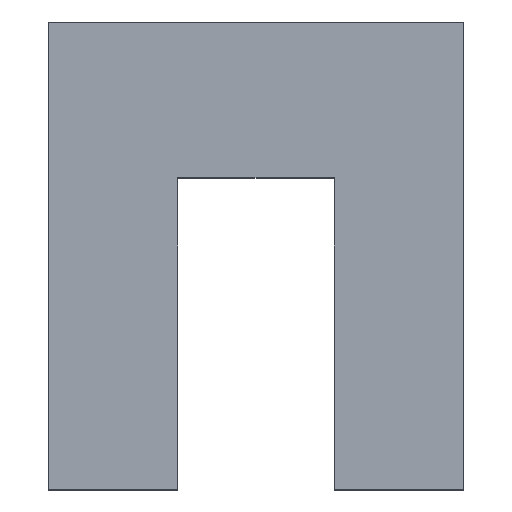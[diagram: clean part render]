
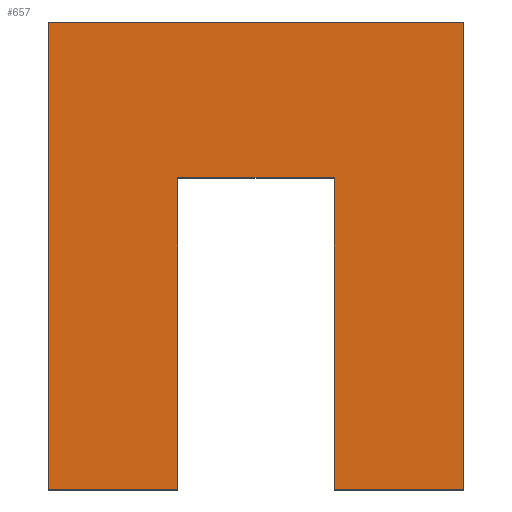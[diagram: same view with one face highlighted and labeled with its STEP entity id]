
A CAD part, top view. The second image highlights one B-rep face of the part: STEP entity #657.
In plain terms, the highlighted planar face has unit normal (0, 0, 1).
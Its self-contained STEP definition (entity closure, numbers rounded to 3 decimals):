
#35 = VERTEX_POINT('',#36);
#36 = CARTESIAN_POINT('',(-4.,0.,5.));
#43 = PLANE('',#44);
#44 = AXIS2_PLACEMENT_3D('',#45,#46,#47);
#45 = CARTESIAN_POINT('',(-4.,0.,0.));
#46 = DIRECTION('',(0.,1.,0.));
#47 = DIRECTION('',(1.,0.,0.));
#55 = PLANE('',#56);
#56 = AXIS2_PLACEMENT_3D('',#57,#58,#59);
#57 = CARTESIAN_POINT('',(-4.,0.,0.));
#58 = DIRECTION('',(1.,0.,0.));
#59 = DIRECTION('',(0.,-1.,0.));
#67 = EDGE_CURVE('',#35,#68,#70,.T.);
#68 = VERTEX_POINT('',#69);
#69 = CARTESIAN_POINT('',(4.,0.,5.));
#70 = SURFACE_CURVE('',#71,(#75,#82),.PCURVE_S1.);
#71 = LINE('',#72,#73);
#72 = CARTESIAN_POINT('',(-4.,0.,5.));
#73 = VECTOR('',#74,1.);
#74 = DIRECTION('',(1.,0.,0.));
#75 = PCURVE('',#43,#76);
#76 = DEFINITIONAL_REPRESENTATION('',(#77),#81);
#77 = LINE('',#78,#79);
#78 = CARTESIAN_POINT('',(0.,-5.));
#79 = VECTOR('',#80,1.);
#80 = DIRECTION('',(1.,0.));
#81 = ( GEOMETRIC_REPRESENTATION_CONTEXT(2) 
PARAMETRIC_REPRESENTATION_CONTEXT() REPRESENTATION_CONTEXT('2D SPACE',''
  ) );
#82 = PCURVE('',#83,#88);
#83 = PLANE('',#84);
#84 = AXIS2_PLACEMENT_3D('',#85,#86,#87);
#85 = CARTESIAN_POINT('',(-4.,0.,5.));
#86 = DIRECTION('',(0.,0.,1.));
#87 = DIRECTION('',(1.,0.,0.));
#88 = DEFINITIONAL_REPRESENTATION('',(#89),#93);
#89 = LINE('',#90,#91);
#90 = CARTESIAN_POINT('',(0.,0.));
#91 = VECTOR('',#92,1.);
#92 = DIRECTION('',(1.,0.));
#93 = ( GEOMETRIC_REPRESENTATION_CONTEXT(2) 
PARAMETRIC_REPRESENTATION_CONTEXT() REPRESENTATION_CONTEXT('2D SPACE',''
  ) );
#111 = PLANE('',#112);
#112 = AXIS2_PLACEMENT_3D('',#113,#114,#115);
#113 = CARTESIAN_POINT('',(4.,0.,0.));
#114 = DIRECTION('',(1.,0.,0.));
#115 = DIRECTION('',(0.,-1.,0.));
#153 = EDGE_CURVE('',#68,#154,#156,.T.);
#154 = VERTEX_POINT('',#155);
#155 = CARTESIAN_POINT('',(4.,-9.,5.));
#156 = SURFACE_CURVE('',#157,(#161,#168),.PCURVE_S1.);
#157 = LINE('',#158,#159);
#158 = CARTESIAN_POINT('',(4.,0.,5.));
#159 = VECTOR('',#160,1.);
#160 = DIRECTION('',(0.,-1.,0.));
#161 = PCURVE('',#111,#162);
#162 = DEFINITIONAL_REPRESENTATION('',(#163),#167);
#163 = LINE('',#164,#165);
#164 = CARTESIAN_POINT('',(0.,-5.));
#165 = VECTOR('',#166,1.);
#166 = DIRECTION('',(1.,0.));
#167 = ( GEOMETRIC_REPRESENTATION_CONTEXT(2) 
PARAMETRIC_REPRESENTATION_CONTEXT() REPRESENTATION_CONTEXT('2D SPACE',''
  ) );
#168 = PCURVE('',#83,#169);
#169 = DEFINITIONAL_REPRESENTATION('',(#170),#174);
#170 = LINE('',#171,#172);
#171 = CARTESIAN_POINT('',(8.,0.));
#172 = VECTOR('',#173,1.);
#173 = DIRECTION('',(0.,-1.));
#174 = ( GEOMETRIC_REPRESENTATION_CONTEXT(2) 
PARAMETRIC_REPRESENTATION_CONTEXT() REPRESENTATION_CONTEXT('2D SPACE',''
  ) );
#192 = PLANE('',#193);
#193 = AXIS2_PLACEMENT_3D('',#194,#195,#196);
#194 = CARTESIAN_POINT('',(1.51,-9.,0.));
#195 = DIRECTION('',(0.,1.,0.));
#196 = DIRECTION('',(1.,0.,0.));
#231 = VERTEX_POINT('',#232);
#232 = CARTESIAN_POINT('',(1.51,-9.,5.));
#246 = PLANE('',#247);
#247 = AXIS2_PLACEMENT_3D('',#248,#249,#250);
#248 = CARTESIAN_POINT('',(1.51,-3.,0.));
#249 = DIRECTION('',(1.,0.,0.));
#250 = DIRECTION('',(0.,-1.,0.));
#258 = EDGE_CURVE('',#231,#154,#259,.T.);
#259 = SURFACE_CURVE('',#260,(#264,#271),.PCURVE_S1.);
#260 = LINE('',#261,#262);
#261 = CARTESIAN_POINT('',(1.51,-9.,5.));
#262 = VECTOR('',#263,1.);
#263 = DIRECTION('',(1.,0.,0.));
#264 = PCURVE('',#192,#265);
#265 = DEFINITIONAL_REPRESENTATION('',(#266),#270);
#266 = LINE('',#267,#268);
#267 = CARTESIAN_POINT('',(0.,-5.));
#268 = VECTOR('',#269,1.);
#269 = DIRECTION('',(1.,0.));
#270 = ( GEOMETRIC_REPRESENTATION_CONTEXT(2) 
PARAMETRIC_REPRESENTATION_CONTEXT() REPRESENTATION_CONTEXT('2D SPACE',''
  ) );
#271 = PCURVE('',#83,#272);
#272 = DEFINITIONAL_REPRESENTATION('',(#273),#277);
#273 = LINE('',#274,#275);
#274 = CARTESIAN_POINT('',(5.51,-9.));
#275 = VECTOR('',#276,1.);
#276 = DIRECTION('',(1.,0.));
#277 = ( GEOMETRIC_REPRESENTATION_CONTEXT(2) 
PARAMETRIC_REPRESENTATION_CONTEXT() REPRESENTATION_CONTEXT('2D SPACE',''
  ) );
#307 = VERTEX_POINT('',#308);
#308 = CARTESIAN_POINT('',(1.51,-3.,5.));
#322 = PLANE('',#323);
#323 = AXIS2_PLACEMENT_3D('',#324,#325,#326);
#324 = CARTESIAN_POINT('',(-1.51,-3.,0.));
#325 = DIRECTION('',(0.,1.,0.));
#326 = DIRECTION('',(1.,0.,0.));
#334 = EDGE_CURVE('',#307,#231,#335,.T.);
#335 = SURFACE_CURVE('',#336,(#340,#347),.PCURVE_S1.);
#336 = LINE('',#337,#338);
#337 = CARTESIAN_POINT('',(1.51,-3.,5.));
#338 = VECTOR('',#339,1.);
#339 = DIRECTION('',(0.,-1.,0.));
#340 = PCURVE('',#246,#341);
#341 = DEFINITIONAL_REPRESENTATION('',(#342),#346);
#342 = LINE('',#343,#344);
#343 = CARTESIAN_POINT('',(0.,-5.));
#344 = VECTOR('',#345,1.);
#345 = DIRECTION('',(1.,0.));
#346 = ( GEOMETRIC_REPRESENTATION_CONTEXT(2) 
PARAMETRIC_REPRESENTATION_CONTEXT() REPRESENTATION_CONTEXT('2D SPACE',''
  ) );
#347 = PCURVE('',#83,#348);
#348 = DEFINITIONAL_REPRESENTATION('',(#349),#353);
#349 = LINE('',#350,#351);
#350 = CARTESIAN_POINT('',(5.51,-3.));
#351 = VECTOR('',#352,1.);
#352 = DIRECTION('',(0.,-1.));
#353 = ( GEOMETRIC_REPRESENTATION_CONTEXT(2) 
PARAMETRIC_REPRESENTATION_CONTEXT() REPRESENTATION_CONTEXT('2D SPACE',''
  ) );
#383 = VERTEX_POINT('',#384);
#384 = CARTESIAN_POINT('',(-1.51,-3.,5.));
#398 = PLANE('',#399);
#399 = AXIS2_PLACEMENT_3D('',#400,#401,#402);
#400 = CARTESIAN_POINT('',(-1.51,-3.,0.));
#401 = DIRECTION('',(1.,0.,0.));
#402 = DIRECTION('',(0.,-1.,0.));
#410 = EDGE_CURVE('',#383,#307,#411,.T.);
#411 = SURFACE_CURVE('',#412,(#416,#423),.PCURVE_S1.);
#412 = LINE('',#413,#414);
#413 = CARTESIAN_POINT('',(-1.51,-3.,5.));
#414 = VECTOR('',#415,1.);
#415 = DIRECTION('',(1.,0.,0.));
#416 = PCURVE('',#322,#417);
#417 = DEFINITIONAL_REPRESENTATION('',(#418),#422);
#418 = LINE('',#419,#420);
#419 = CARTESIAN_POINT('',(0.,-5.));
#420 = VECTOR('',#421,1.);
#421 = DIRECTION('',(1.,0.));
#422 = ( GEOMETRIC_REPRESENTATION_CONTEXT(2) 
PARAMETRIC_REPRESENTATION_CONTEXT() REPRESENTATION_CONTEXT('2D SPACE',''
  ) );
#423 = PCURVE('',#83,#424);
#424 = DEFINITIONAL_REPRESENTATION('',(#425),#429);
#425 = LINE('',#426,#427);
#426 = CARTESIAN_POINT('',(2.49,-3.));
#427 = VECTOR('',#428,1.);
#428 = DIRECTION('',(1.,0.));
#429 = ( GEOMETRIC_REPRESENTATION_CONTEXT(2) 
PARAMETRIC_REPRESENTATION_CONTEXT() REPRESENTATION_CONTEXT('2D SPACE',''
  ) );
#457 = EDGE_CURVE('',#383,#458,#460,.T.);
#458 = VERTEX_POINT('',#459);
#459 = CARTESIAN_POINT('',(-1.51,-9.,5.));
#460 = SURFACE_CURVE('',#461,(#465,#472),.PCURVE_S1.);
#461 = LINE('',#462,#463);
#462 = CARTESIAN_POINT('',(-1.51,-3.,5.));
#463 = VECTOR('',#464,1.);
#464 = DIRECTION('',(0.,-1.,0.));
#465 = PCURVE('',#398,#466);
#466 = DEFINITIONAL_REPRESENTATION('',(#467),#471);
#467 = LINE('',#468,#469);
#468 = CARTESIAN_POINT('',(0.,-5.));
#469 = VECTOR('',#470,1.);
#470 = DIRECTION('',(1.,0.));
#471 = ( GEOMETRIC_REPRESENTATION_CONTEXT(2) 
PARAMETRIC_REPRESENTATION_CONTEXT() REPRESENTATION_CONTEXT('2D SPACE',''
  ) );
#472 = PCURVE('',#83,#473);
#473 = DEFINITIONAL_REPRESENTATION('',(#474),#478);
#474 = LINE('',#475,#476);
#475 = CARTESIAN_POINT('',(2.49,-3.));
#476 = VECTOR('',#477,1.);
#477 = DIRECTION('',(0.,-1.));
#478 = ( GEOMETRIC_REPRESENTATION_CONTEXT(2) 
PARAMETRIC_REPRESENTATION_CONTEXT() REPRESENTATION_CONTEXT('2D SPACE',''
  ) );
#496 = PLANE('',#497);
#497 = AXIS2_PLACEMENT_3D('',#498,#499,#500);
#498 = CARTESIAN_POINT('',(-4.,-9.,0.));
#499 = DIRECTION('',(0.,1.,0.));
#500 = DIRECTION('',(1.,0.,0.));
#535 = VERTEX_POINT('',#536);
#536 = CARTESIAN_POINT('',(-4.,-9.,5.));
#557 = EDGE_CURVE('',#535,#458,#558,.T.);
#558 = SURFACE_CURVE('',#559,(#563,#570),.PCURVE_S1.);
#559 = LINE('',#560,#561);
#560 = CARTESIAN_POINT('',(-4.,-9.,5.));
#561 = VECTOR('',#562,1.);
#562 = DIRECTION('',(1.,0.,0.));
#563 = PCURVE('',#496,#564);
#564 = DEFINITIONAL_REPRESENTATION('',(#565),#569);
#565 = LINE('',#566,#567);
#566 = CARTESIAN_POINT('',(0.,-5.));
#567 = VECTOR('',#568,1.);
#568 = DIRECTION('',(1.,0.));
#569 = ( GEOMETRIC_REPRESENTATION_CONTEXT(2) 
PARAMETRIC_REPRESENTATION_CONTEXT() REPRESENTATION_CONTEXT('2D SPACE',''
  ) );
#570 = PCURVE('',#83,#571);
#571 = DEFINITIONAL_REPRESENTATION('',(#572),#576);
#572 = LINE('',#573,#574);
#573 = CARTESIAN_POINT('',(0.,-9.));
#574 = VECTOR('',#575,1.);
#575 = DIRECTION('',(1.,0.));
#576 = ( GEOMETRIC_REPRESENTATION_CONTEXT(2) 
PARAMETRIC_REPRESENTATION_CONTEXT() REPRESENTATION_CONTEXT('2D SPACE',''
  ) );
#604 = EDGE_CURVE('',#35,#535,#605,.T.);
#605 = SURFACE_CURVE('',#606,(#610,#617),.PCURVE_S1.);
#606 = LINE('',#607,#608);
#607 = CARTESIAN_POINT('',(-4.,0.,5.));
#608 = VECTOR('',#609,1.);
#609 = DIRECTION('',(0.,-1.,0.));
#610 = PCURVE('',#55,#611);
#611 = DEFINITIONAL_REPRESENTATION('',(#612),#616);
#612 = LINE('',#613,#614);
#613 = CARTESIAN_POINT('',(0.,-5.));
#614 = VECTOR('',#615,1.);
#615 = DIRECTION('',(1.,0.));
#616 = ( GEOMETRIC_REPRESENTATION_CONTEXT(2) 
PARAMETRIC_REPRESENTATION_CONTEXT() REPRESENTATION_CONTEXT('2D SPACE',''
  ) );
#617 = PCURVE('',#83,#618);
#618 = DEFINITIONAL_REPRESENTATION('',(#619),#623);
#619 = LINE('',#620,#621);
#620 = CARTESIAN_POINT('',(0.,0.));
#621 = VECTOR('',#622,1.);
#622 = DIRECTION('',(0.,-1.));
#623 = ( GEOMETRIC_REPRESENTATION_CONTEXT(2) 
PARAMETRIC_REPRESENTATION_CONTEXT() REPRESENTATION_CONTEXT('2D SPACE',''
  ) );
#657 = ADVANCED_FACE('',(#658),#83,.T.);
#658 = FACE_BOUND('',#659,.F.);
#659 = EDGE_LOOP('',(#660,#661,#662,#663,#664,#665,#666,#667));
#660 = ORIENTED_EDGE('',*,*,#67,.T.);
#661 = ORIENTED_EDGE('',*,*,#153,.T.);
#662 = ORIENTED_EDGE('',*,*,#258,.F.);
#663 = ORIENTED_EDGE('',*,*,#334,.F.);
#664 = ORIENTED_EDGE('',*,*,#410,.F.);
#665 = ORIENTED_EDGE('',*,*,#457,.T.);
#666 = ORIENTED_EDGE('',*,*,#557,.F.);
#667 = ORIENTED_EDGE('',*,*,#604,.F.);
